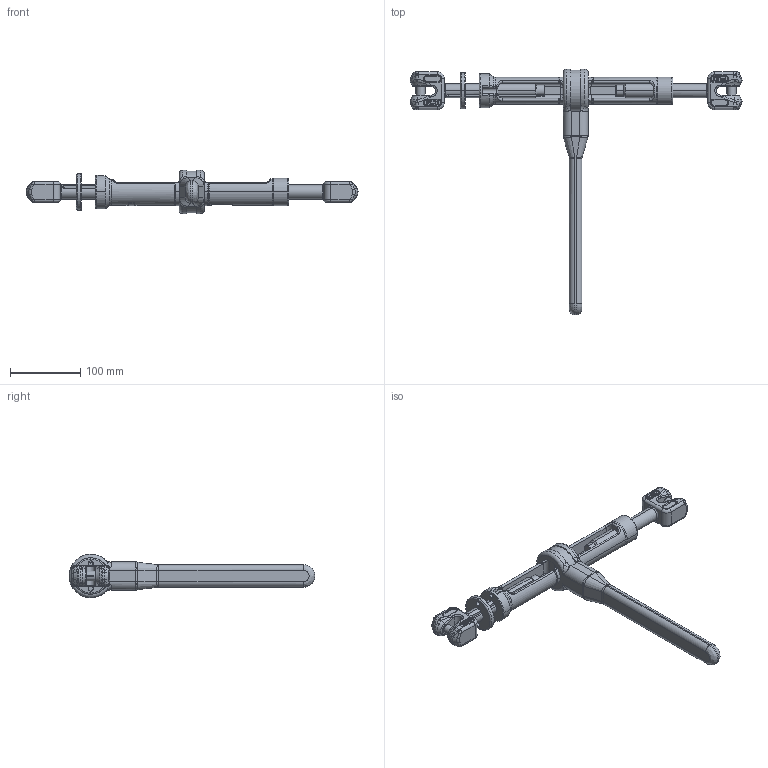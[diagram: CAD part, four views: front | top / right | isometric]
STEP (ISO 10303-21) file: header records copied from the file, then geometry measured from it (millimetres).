
FILE_DESCRIPTION((''),'2;1');
FILE_NAME('001-M34258-P-2_ASM','2013-06-12T',('Andreas.Wendler'),(''),'PRO/ENGINEER BY PARAMETRIC TECHNOLOGY CORPORATION, 2010140','PRO/ENGINEER BY PARAMETRIC TECHNOLOGY CORPORATION, 2010140','');
FILE_SCHEMA(('CONFIG_CONTROL_DESIGN'));
Length unit declared in the file: millimetre
Products named in the file (6): 001-M33792-P-2; 001-M33831-P-2; 001-M34053-P-3; 001-M34053-P-4; 001-M34240-P-3; 001-M34258-P-2_ASM
Assembly tree (5 placements, depth 2):
  001-M34258-P-2_ASM
    001-M33792-P-2
    001-M33831-P-2
    001-M34053-P-3
    001-M34053-P-4
    001-M34240-P-3
Bounding box: 474 x 350.89 x 61.88 mm (x, y, z)
Volume: 644994.1 mm3; surface area: 135055.2 mm2
Topology: 5 solids, 5 shells, 1281 faces, 3329 edges, 2101 vertices
Faces by surface type: plane 752, cylinder 251, bspline 132, torus 97, sphere 22, cone 19, extrusion 8
Entity records: 44764 total; most frequent: CARTESIAN_POINT 13868, ORIENTED_EDGE 6658, DIRECTION 6055, EDGE_CURVE 3329, VECTOR 2283, LINE 2275, VERTEX_POINT 2101, AXIS2_PLACEMENT_3D 1886
